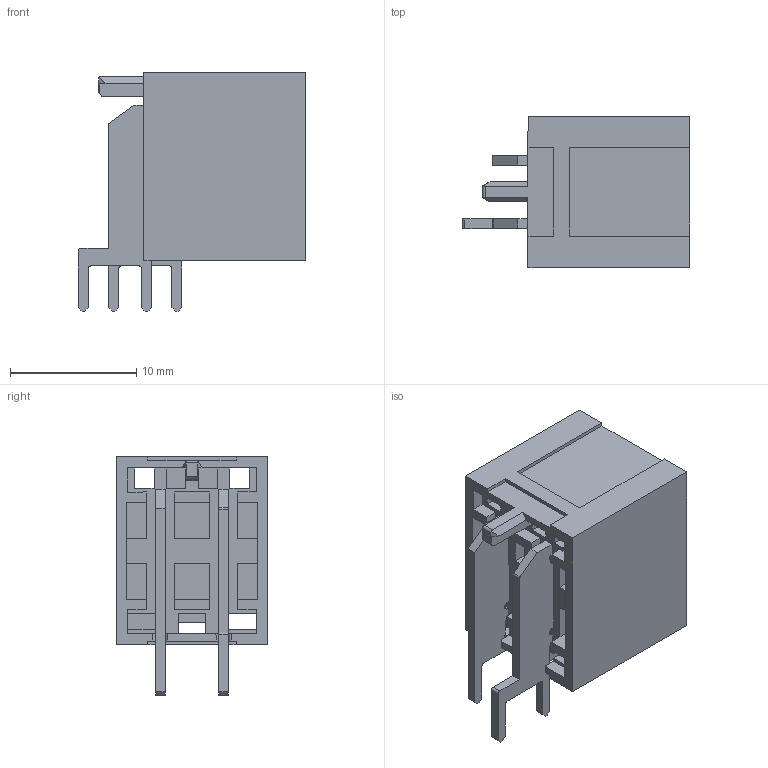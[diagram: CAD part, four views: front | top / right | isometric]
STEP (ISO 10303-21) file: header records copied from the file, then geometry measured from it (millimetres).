
FILE_DESCRIPTION(/* description */ ('Unknown'),/* implementation_level */ '2;1');
FILE_NAME(/* name */ '637101120202',/* time_stamp */ '2025-03-20T14:39:47+01:00',/* author */ ('Unknown'),/* organization */ ('Unknown'),/* preprocessor_version */ 'ST-DEVELOPER v19.4',/* originating_system */ 'Solid Edge',/* authorisation */ 'Unknown');
FILE_SCHEMA (('AUTOMOTIVE_DESIGN {1 0 10303 214 3 1 1}'));
Length unit declared in the file: millimetre
Products named in the file (4): 63710112xxxx; 637101120202; 63710112xxxx_Blade 2; 63710112xxxx_Blade 1
Assembly tree (3 placements, depth 2):
  63710112xxxx
    637101120202
    63710112xxxx_Blade 2
    63710112xxxx_Blade 1
Bounding box: 18 x 12 x 18.9 mm (x, y, z)
Volume: 980 mm3; surface area: 2497.3 mm2
Topology: 3 solids, 3 shells, 272 faces, 797 edges, 518 vertices
Faces by surface type: plane 252, cylinder 20
Full cylindrical faces by diameter (mm): 2 x2
Entity records: 8945 total; most frequent: ORIENTED_EDGE 1586, CARTESIAN_POINT 1585, DIRECTION 1387, EDGE_CURVE 793, LINE 751, VECTOR 751, VERTEX_POINT 516, AXIS2_PLACEMENT_3D 318
